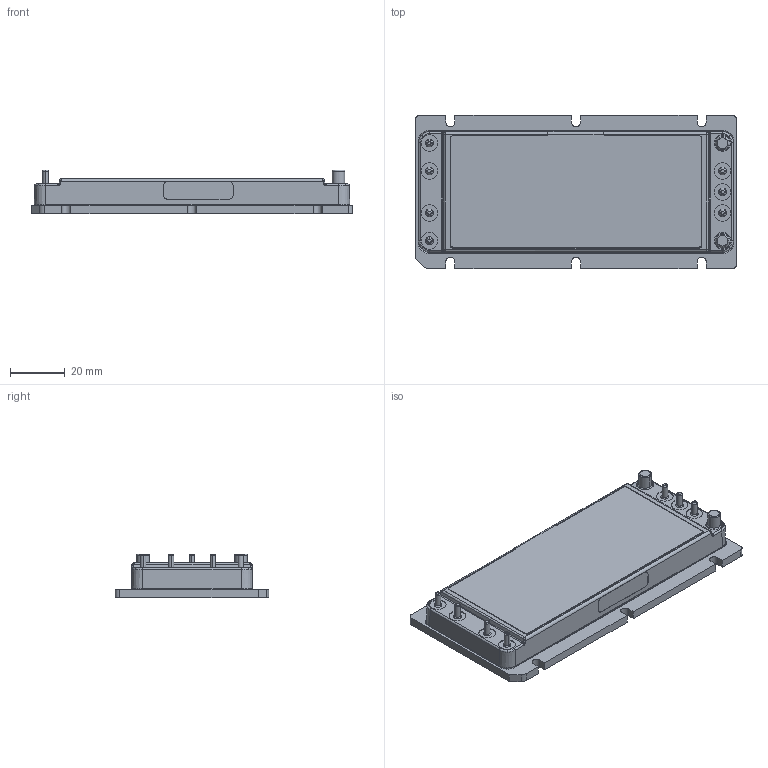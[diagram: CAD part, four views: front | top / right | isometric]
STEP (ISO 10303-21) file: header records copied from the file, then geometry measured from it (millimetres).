
FILE_DESCRIPTION (( 'STEP AP214' ), '1' );
FILE_NAME ('37205r1-VxxAxxxxxxBLP.STEP', '2011-02-22T21:46:24', ( 'Vicor Employee' ), ( 'Vicor Corporation' ), 'SwSTEP 2.0', 'SolidWorks 2011', '' );
FILE_SCHEMA (( 'AUTOMOTIVE_DESIGN' ));
Length unit declared in the file: inch
Products named in the file (1): 37205r1-VxxAxxxxxxBLP
Bounding box: 116.84 x 55.88 x 16 mm (x, y, z)
Volume: 67578.9 mm3; surface area: 18759.7 mm2
Topology: 1 solids, 1 shells, 287 faces, 694 edges, 430 vertices
Faces by surface type: plane 99, cylinder 84, bspline 62, cone 38, torus 4
Entity records: 14109 total; most frequent: CARTESIAN_POINT 3976, ORIENTED_EDGE 1388, DIRECTION 1261, EDGE_CURVE 694, AXIS2_PLACEMENT_3D 463, VERTEX_POINT 430, LINE 335, VECTOR 335
